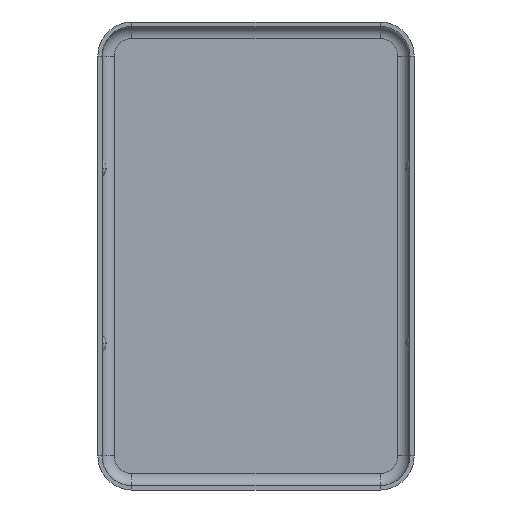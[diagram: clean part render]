
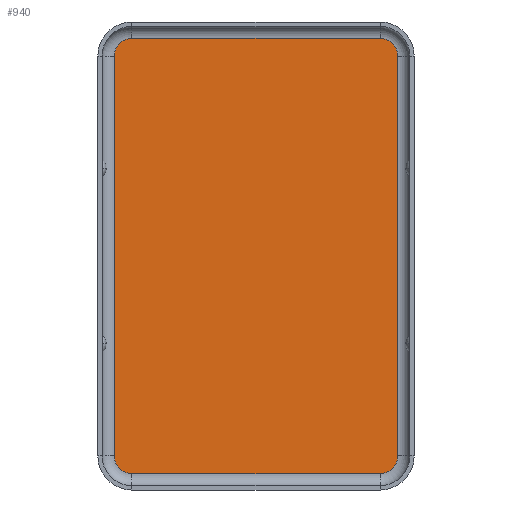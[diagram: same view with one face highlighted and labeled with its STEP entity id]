
A CAD part, front view. The second image highlights one B-rep face of the part: STEP entity #940.
In plain terms, the highlighted planar face has unit normal (0, -1, 0).
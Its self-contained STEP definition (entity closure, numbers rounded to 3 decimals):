
#10 = EDGE_CURVE ( 'NONE', #1396, #1141, #725, .T. ) ;
#15 = DIRECTION ( 'NONE',  ( -1., 0., 0. ) ) ;
#21 = VERTEX_POINT ( 'NONE', #932 ) ;
#87 = CIRCLE ( 'NONE', #999, 0.8 ) ;
#139 = CARTESIAN_POINT ( 'NONE',  ( 6.45, -0.2, -9.1 ) ) ;
#169 = VECTOR ( 'NONE', #812, 1000. ) ;
#219 = VERTEX_POINT ( 'NONE', #994 ) ;
#234 = ORIENTED_EDGE ( 'NONE', *, *, #842, .T. ) ;
#235 = PLANE ( 'NONE',  #378 ) ;
#261 = CARTESIAN_POINT ( 'NONE',  ( 5.65, -0.2, -9.9 ) ) ;
#275 = ORIENTED_EDGE ( 'NONE', *, *, #1336, .F. ) ;
#299 = VECTOR ( 'NONE', #692, 1000. ) ;
#333 = CARTESIAN_POINT ( 'NONE',  ( 6.45, -0.2, 9.1 ) ) ;
#351 = AXIS2_PLACEMENT_3D ( 'NONE', #460, #1086, #1584 ) ;
#370 = DIRECTION ( 'NONE',  ( 0., 0., -1. ) ) ;
#373 = DIRECTION ( 'NONE',  ( 0., 0., 1. ) ) ;
#378 = AXIS2_PLACEMENT_3D ( 'NONE', #1206, #960, #373 ) ;
#397 = ORIENTED_EDGE ( 'NONE', *, *, #1446, .T. ) ;
#460 = CARTESIAN_POINT ( 'NONE',  ( 5.65, -0.2, 9.1 ) ) ;
#499 = LINE ( 'NONE', #261, #1474 ) ;
#562 = AXIS2_PLACEMENT_3D ( 'NONE', #816, #1049, #910 ) ;
#610 = CARTESIAN_POINT ( 'NONE',  ( 5.65, -0.2, 9.9 ) ) ;
#614 = EDGE_LOOP ( 'NONE', ( #1222, #1357, #653, #397, #1478, #738, #275, #234 ) ) ;
#642 = CIRCLE ( 'NONE', #351, 0.8 ) ;
#653 = ORIENTED_EDGE ( 'NONE', *, *, #1387, .T. ) ;
#684 = CARTESIAN_POINT ( 'NONE',  ( -6.45, -0.2, 9.1 ) ) ;
#692 = DIRECTION ( 'NONE',  ( 0., 0., -1. ) ) ;
#700 = CARTESIAN_POINT ( 'NONE',  ( -5.65, -0.2, -9.9 ) ) ;
#701 = EDGE_CURVE ( 'NONE', #1125, #1141, #894, .T. ) ;
#725 = LINE ( 'NONE', #1063, #169 ) ;
#731 = CARTESIAN_POINT ( 'NONE',  ( -6.45, -0.2, 0. ) ) ;
#738 = ORIENTED_EDGE ( 'NONE', *, *, #955, .F. ) ;
#749 = DIRECTION ( 'NONE',  ( 0., 0., 1. ) ) ;
#753 = LINE ( 'NONE', #731, #1031 ) ;
#812 = DIRECTION ( 'NONE',  ( -1., 0., 0. ) ) ;
#816 = CARTESIAN_POINT ( 'NONE',  ( -5.65, -0.2, 9.1 ) ) ;
#832 = CARTESIAN_POINT ( 'NONE',  ( 6.45, -0.2, 0. ) ) ;
#839 = VERTEX_POINT ( 'NONE', #700 ) ;
#842 = EDGE_CURVE ( 'NONE', #1333, #1396, #642, .T. ) ;
#850 = AXIS2_PLACEMENT_3D ( 'NONE', #1492, #1614, #1364 ) ;
#894 = CIRCLE ( 'NONE', #562, 0.8 ) ;
#910 = DIRECTION ( 'NONE',  ( 0., 0., -1. ) ) ;
#932 = CARTESIAN_POINT ( 'NONE',  ( 5.65, -0.2, -9.9 ) ) ;
#940 = ADVANCED_FACE ( 'NONE', ( #1327 ), #235, .F. ) ;
#955 = EDGE_CURVE ( 'NONE', #1488, #21, #87, .T. ) ;
#960 = DIRECTION ( 'NONE',  ( 0., 1., 0. ) ) ;
#994 = CARTESIAN_POINT ( 'NONE',  ( -6.45, -0.2, -9.1 ) ) ;
#999 = AXIS2_PLACEMENT_3D ( 'NONE', #1391, #1366, #749 ) ;
#1020 = EDGE_CURVE ( 'NONE', #21, #839, #499, .T. ) ;
#1031 = VECTOR ( 'NONE', #370, 1000. ) ;
#1049 = DIRECTION ( 'NONE',  ( 0., 1., 0. ) ) ;
#1063 = CARTESIAN_POINT ( 'NONE',  ( 5.65, -0.2, 9.9 ) ) ;
#1086 = DIRECTION ( 'NONE',  ( 0., -1., 0. ) ) ;
#1125 = VERTEX_POINT ( 'NONE', #684 ) ;
#1141 = VERTEX_POINT ( 'NONE', #1301 ) ;
#1206 = CARTESIAN_POINT ( 'NONE',  ( 5.65, -0.2, -9.1 ) ) ;
#1222 = ORIENTED_EDGE ( 'NONE', *, *, #10, .T. ) ;
#1301 = CARTESIAN_POINT ( 'NONE',  ( -5.65, -0.2, 9.9 ) ) ;
#1327 = FACE_OUTER_BOUND ( 'NONE', #614, .T. ) ;
#1332 = LINE ( 'NONE', #832, #299 ) ;
#1333 = VERTEX_POINT ( 'NONE', #333 ) ;
#1336 = EDGE_CURVE ( 'NONE', #1333, #1488, #1332, .T. ) ;
#1357 = ORIENTED_EDGE ( 'NONE', *, *, #701, .F. ) ;
#1364 = DIRECTION ( 'NONE',  ( 0., 0., 1. ) ) ;
#1366 = DIRECTION ( 'NONE',  ( 0., 1., 0. ) ) ;
#1387 = EDGE_CURVE ( 'NONE', #1125, #219, #753, .T. ) ;
#1391 = CARTESIAN_POINT ( 'NONE',  ( 5.65, -0.2, -9.1 ) ) ;
#1396 = VERTEX_POINT ( 'NONE', #610 ) ;
#1403 = CIRCLE ( 'NONE', #850, 0.8 ) ;
#1446 = EDGE_CURVE ( 'NONE', #219, #839, #1403, .T. ) ;
#1474 = VECTOR ( 'NONE', #15, 1000. ) ;
#1478 = ORIENTED_EDGE ( 'NONE', *, *, #1020, .F. ) ;
#1488 = VERTEX_POINT ( 'NONE', #139 ) ;
#1492 = CARTESIAN_POINT ( 'NONE',  ( -5.65, -0.2, -9.1 ) ) ;
#1584 = DIRECTION ( 'NONE',  ( 0., 0., -1. ) ) ;
#1614 = DIRECTION ( 'NONE',  ( 0., -1., 0. ) ) ;
